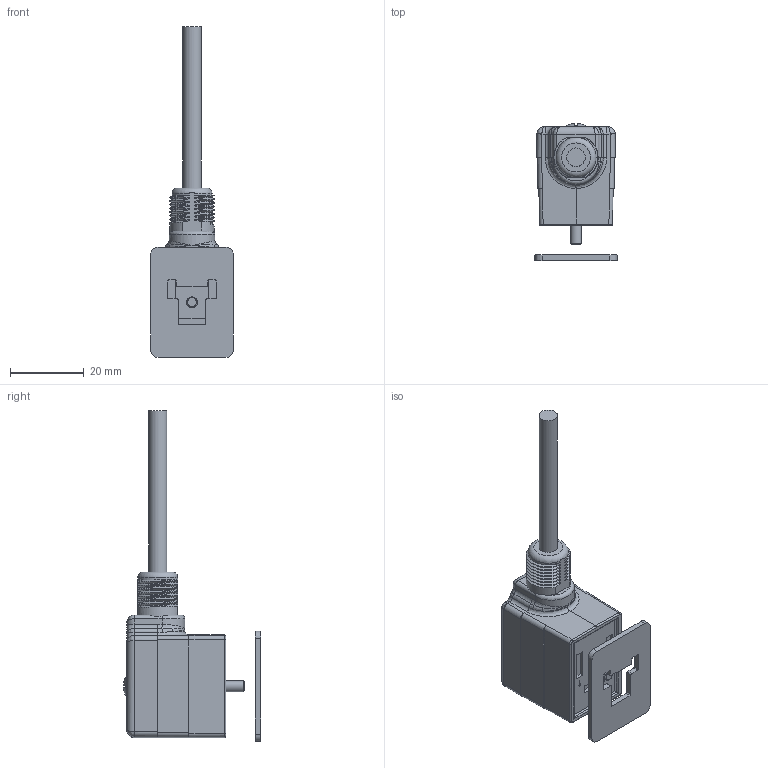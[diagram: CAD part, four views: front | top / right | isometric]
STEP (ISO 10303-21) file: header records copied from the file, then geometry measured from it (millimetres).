
FILE_DESCRIPTION(/* description */ (''),/* implementation_level */ '2;1');
FILE_NAME(/* name */ 'RA-VBG21_14-230_5-m.stp',/* time_stamp */ '2024-09-13T12:50:17+02:00',/* author */ ('ESCHA GmbH & Co. KG'),/* organization */ ('ESCHA GmbH & Co. KG'),/* preprocessor_version */ 'ST-DEVELOPER v19.4',/* originating_system */ 'SIEMENS PLM Software NX2212.8702',/* authorisation */ '');
FILE_SCHEMA (('AUTOMOTIVE_DESIGN { 1 0 10303 214 3 1 1 1 }'));
Length unit declared in the file: millimetre
Products named in the file (1): 6000425_UMSPRITZEN_part_404378
Bounding box: 22.4 x 37.34 x 90 mm (x, y, z)
Volume: 18879.7 mm3; surface area: 6618.8 mm2
Topology: 2 solids, 2 shells, 320 faces, 851 edges, 539 vertices
Faces by surface type: cylinder 130, plane 119, bspline 52, torus 10, extrusion 5, cone 4
Full cylindrical faces by diameter (mm): 1.5 x1, 1.7 x1, 3 x1, 4 x1, 5 x1
Entity records: 22673 total; most frequent: CARTESIAN_POINT 15393, ORIENTED_EDGE 1656, DIRECTION 1248, EDGE_CURVE 828, VERTEX_POINT 537, AXIS2_PLACEMENT_3D 421, VECTOR 406, LINE 401
